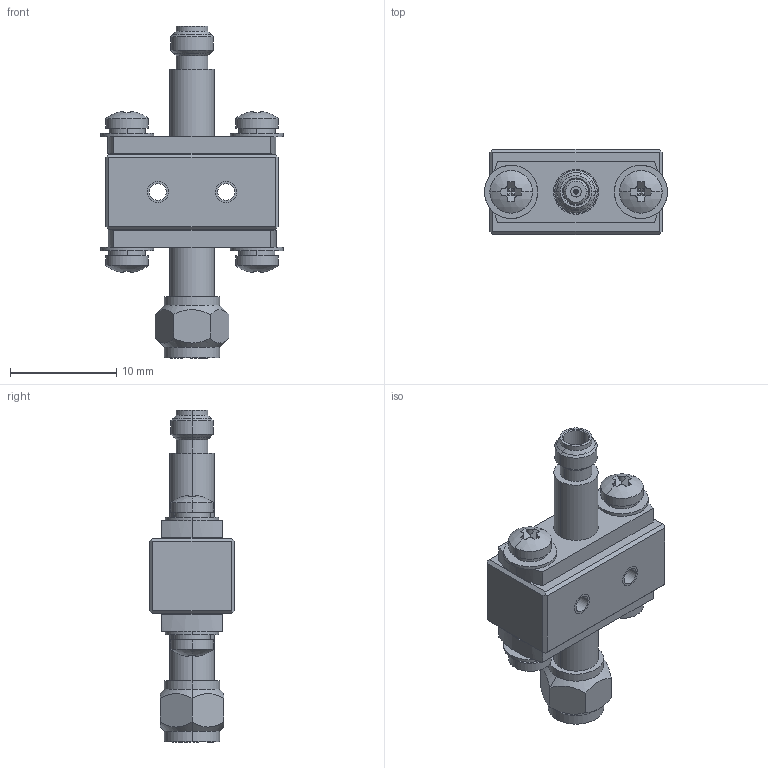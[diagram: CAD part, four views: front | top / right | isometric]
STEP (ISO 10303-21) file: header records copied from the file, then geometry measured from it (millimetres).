
FILE_DESCRIPTION (( 'STEP AP214' ), '1' );
FILE_NAME ('CB-1-016-CE1.STEP', '2025-03-14T19:00:05', ( '' ), ( '' ), 'SwSTEP 2.0', 'SolidWorks 2021', '' );
FILE_SCHEMA (( 'AUTOMOTIVE_DESIGN' ));
Length unit declared in the file: millimetre
Products named in the file (1): CB-1-016-CE1
Bounding box: 17.2 x 8 x 31.2 mm (x, y, z)
Surface area: 2153.7 mm2 (no closed solid volume)
Topology: 0 solids, 15 shells, 387 faces, 901 edges, 562 vertices
Faces by surface type: plane 194, cylinder 162, cone 23, sphere 8
Entity records: 12040 total; most frequent: CARTESIAN_POINT 3179, DIRECTION 1880, ORIENTED_EDGE 1760, EDGE_CURVE 899, AXIS2_PLACEMENT_3D 739, VERTEX_POINT 562, EDGE_LOOP 440, LINE 402
